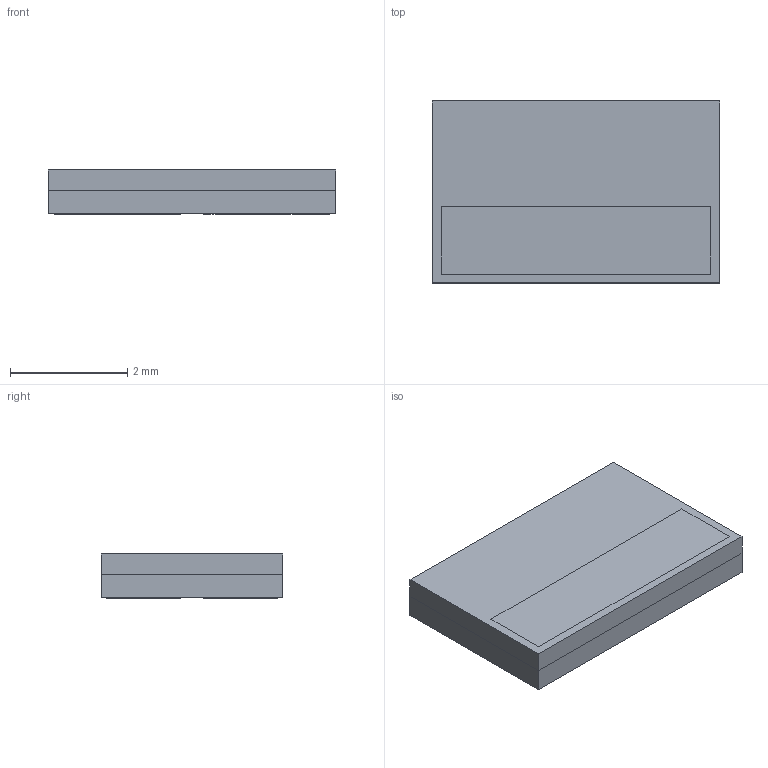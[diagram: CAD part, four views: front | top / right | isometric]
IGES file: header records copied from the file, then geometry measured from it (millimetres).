
Start section: SolidWorks IGES file using analytic representation for surfaces
Global section: file name: NC4W121D.IGS; native system: SolidWorks 2018; preprocessor: SolidWorks 2018; author: MHatta; date: 200212.141207; units: inch
Bounding box: 4.9 x 3.1 x 0.75 mm (x, y, z)
Surface area: 105.8 mm2 (no closed solid volume)
Topology: 0 solids, 0 shells, 31 faces, 208 edges, 208 vertices
Faces by surface type: bspline 31
